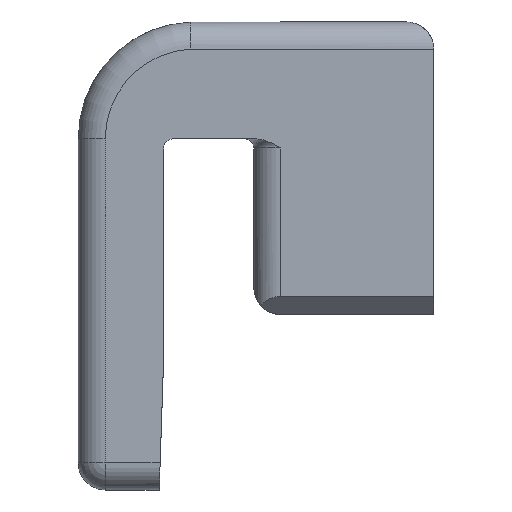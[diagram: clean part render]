
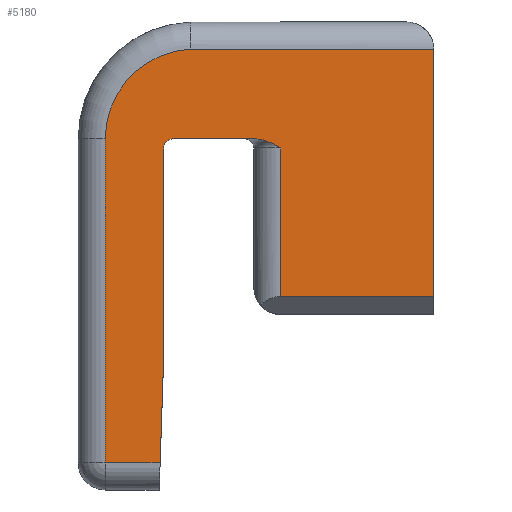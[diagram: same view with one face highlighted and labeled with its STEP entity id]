
A CAD part, left-side view. The second image highlights one B-rep face of the part: STEP entity #5180.
In plain terms, the highlighted planar face has unit normal (-1, 0, 0).
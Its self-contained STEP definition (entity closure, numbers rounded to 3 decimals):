
#3060=CARTESIAN_POINT('',(-3.1,0.725,
4.899));
#3070=DIRECTION('',(0.,-1.,
0.));
#3080=VECTOR('',#3070,1.);
#3090=LINE('',#3060,#3080);
#3100=CARTESIAN_POINT('',(-3.1,0.725,
4.899));
#3110=VERTEX_POINT('',#3100);
#3120=CARTESIAN_POINT('',(-3.1,-1.975,
4.899));
#3130=VERTEX_POINT('',#3120);
#3140=EDGE_CURVE('',#3110,#3130,#3090,.T.);
#4180=CARTESIAN_POINT('',(-3.1,1.325,3.9));
#4190=DIRECTION('',(1.,0.,0.));
#4200=DIRECTION('',(0.,-1.,0.));
#4210=AXIS2_PLACEMENT_3D('',#4180,#4190,#4200);
#4220=PLANE('',#4210);
#4230=CARTESIAN_POINT('',(-3.1,0.675,3.9));
#4240=DIRECTION('',(-1.,0.,0.));
#4250=DIRECTION('',(-0.,0.05,0.999));
#4260=AXIS2_PLACEMENT_3D('',#4230,#4240,#4250);
#4270=CIRCLE('',#4260,1.);
#4280=CARTESIAN_POINT('',(-3.1,1.675,3.9));
#4290=VERTEX_POINT('',#4280);
#4300=EDGE_CURVE('',#3110,#4290,#4270,.T.);
#4310=ORIENTED_EDGE('',*,*,#4300,.T.);
#4320=ORIENTED_EDGE('',*,*,#3140,.F.);
#4330=CARTESIAN_POINT('',(-3.1,-1.975,4.9));
#4340=DIRECTION('',(0.,0.,-1.));
#4350=VECTOR('',#4340,1.);
#4360=LINE('',#4330,#4350);
#4370=CARTESIAN_POINT('',(-3.1,-1.975,2.15));
#4380=VERTEX_POINT('',#4370);
#4390=EDGE_CURVE('',#3130,#4380,#4360,.T.);
#4400=ORIENTED_EDGE('',*,*,#4390,.F.);
#4410=CARTESIAN_POINT('',(-3.1,-0.275,2.15));
#4420=DIRECTION('',(0.,-1.,0.));
#4430=VECTOR('',#4420,1.);
#4440=LINE('',#4410,#4430);
#4450=CARTESIAN_POINT('',(-3.1,-0.275,2.15));
#4460=VERTEX_POINT('',#4450);
#4470=EDGE_CURVE('',#4460,#4380,#4440,.T.);
#4480=ORIENTED_EDGE('',*,*,#4470,.T.);
#4490=CARTESIAN_POINT('',(-3.1,-0.275,2.15));
#4500=DIRECTION('',(0.,-0.,1.));
#4510=VECTOR('',#4500,1.);
#4520=LINE('',#4490,#4510);
#4530=CARTESIAN_POINT('',(-3.1,-0.275,3.8));
#4540=VERTEX_POINT('',#4530);
#4550=EDGE_CURVE('',#4460,#4540,#4520,.T.);
#4560=ORIENTED_EDGE('',*,*,#4550,.F.);
#4570=CARTESIAN_POINT('',(-3.1,-0.01,3.9));
#4580=CARTESIAN_POINT('',(-3.1,-0.031,3.9));
#4590=CARTESIAN_POINT('',(-3.1,-0.073,
3.895));
#4600=CARTESIAN_POINT('',(-3.1,-0.138,
3.873));
#4610=CARTESIAN_POINT('',(-3.1,-0.205,
3.84));
#4620=CARTESIAN_POINT('',(-3.1,-0.251,
3.814));
#4630=CARTESIAN_POINT('',(-3.1,-0.275,3.8));
#4640=B_SPLINE_CURVE_WITH_KNOTS('',3,(#4570,#4580,#4590,#4600,#4610,
#4620,#4630),.UNSPECIFIED.,.F.,.F.,(4,1,1,1,4),(0.,0.25,0.5,0.75,1.),
.UNSPECIFIED.);
#4650=CARTESIAN_POINT('',(-3.1,-0.01,3.9));
#4660=VERTEX_POINT('',#4650);
#4670=EDGE_CURVE('',#4660,#4540,#4640,.T.);
#4680=ORIENTED_EDGE('',*,*,#4670,.T.);
#4690=CARTESIAN_POINT('',(-3.1,0.925,3.9));
#4700=DIRECTION('',(0.,-1.,0.));
#4710=VECTOR('',#4700,1.);
#4720=LINE('',#4690,#4710);
#4730=CARTESIAN_POINT('',(-3.1,0.925,3.9));
#4740=VERTEX_POINT('',#4730);
#4750=EDGE_CURVE('',#4740,#4660,#4720,.T.);
#4760=ORIENTED_EDGE('',*,*,#4750,.T.);
#4770=CARTESIAN_POINT('',(-3.1,0.925,3.8));
#4780=DIRECTION('',(1.,0.,0.));
#4790=DIRECTION('',(0.,1.,-0.));
#4800=AXIS2_PLACEMENT_3D('',#4770,#4780,#4790);
#4810=CIRCLE('',#4800,0.1);
#4820=CARTESIAN_POINT('',(-3.1,1.025,3.8));
#4830=VERTEX_POINT('',#4820);
#4840=EDGE_CURVE('',#4830,#4740,#4810,.T.);
#4850=ORIENTED_EDGE('',*,*,#4840,.T.);
#4860=CARTESIAN_POINT('',(-3.1,1.025,3.8));
#4870=DIRECTION('',(0.,0.,-1.));
#4880=VECTOR('',#4870,1.);
#4890=LINE('',#4860,#4880);
#4900=CARTESIAN_POINT('',(-3.1,1.025,
1.5));
#4910=VERTEX_POINT('',#4900);
#4920=EDGE_CURVE('',#4830,#4910,#4890,.T.);
#4930=ORIENTED_EDGE('',*,*,#4920,.F.);
#4940=CARTESIAN_POINT('',(-3.1,1.065,0.3));
#4950=DIRECTION('',(0.,-0.033,0.999));
#4960=VECTOR('',#4950,1.);
#4970=LINE('',#4940,#4960);
#4980=CARTESIAN_POINT('',(-3.1,1.065,0.3));
#4990=VERTEX_POINT('',#4980);
#5000=EDGE_CURVE('',#4990,#4910,#4970,.T.);
#5010=ORIENTED_EDGE('',*,*,#5000,.T.);
#5020=CARTESIAN_POINT('',(-3.1,1.065,0.3));
#5030=DIRECTION('',(0.,1.,-0.));
#5040=VECTOR('',#5030,1.);
#5050=LINE('',#5020,#5040);
#5060=CARTESIAN_POINT('',(-3.1,1.675,0.3));
#5070=VERTEX_POINT('',#5060);
#5080=EDGE_CURVE('',#4990,#5070,#5050,.T.);
#5090=ORIENTED_EDGE('',*,*,#5080,.F.);
#5100=CARTESIAN_POINT('',(-3.1,1.675,0.3));
#5110=DIRECTION('',(0.,-0.,1.));
#5120=VECTOR('',#5110,1.);
#5130=LINE('',#5100,#5120);
#5140=EDGE_CURVE('',#5070,#4290,#5130,.T.);
#5150=ORIENTED_EDGE('',*,*,#5140,.F.);
#5160=EDGE_LOOP('',(#5150,#5090,#5010,#4930,#4850,#4760,#4680,#4560,
#4480,#4400,#4320,#4310));
#5170=FACE_OUTER_BOUND('',#5160,.T.);
#5180=ADVANCED_FACE('',(#5170),#4220,.F.);
